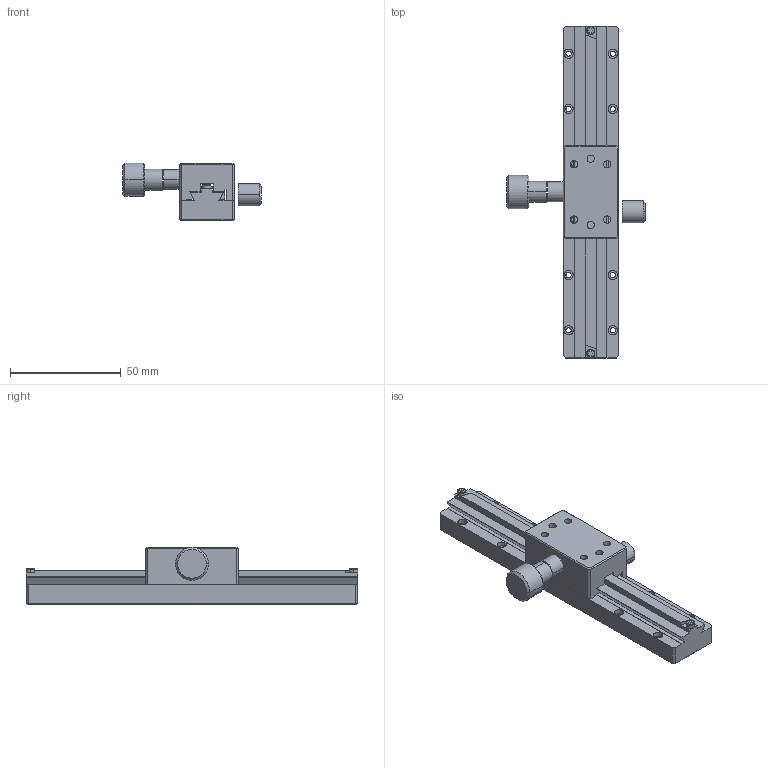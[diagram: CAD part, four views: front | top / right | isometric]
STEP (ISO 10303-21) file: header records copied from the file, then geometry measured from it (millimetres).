
FILE_DESCRIPTION (( 'STEP AP203' ), '1' );
FILE_NAME ('SPYC25-L150.STEP', '2020-07-13T06:34:09', ( 'User' ), ( 'Microsoft' ), 'SwSTEP 2.0', 'SolidWorks 2018', '' );
FILE_SCHEMA (( 'CONFIG_CONTROL_DESIGN' ));
Length unit declared in the file: millimetre
Products named in the file (2): SPYC25-L150
Bounding box: 62.7 x 150 x 26 mm (x, y, z)
Surface area: 20122.4 mm2 (no closed solid volume)
Topology: 0 solids, 4 shells, 238 faces, 915 edges, 670 vertices
Faces by surface type: plane 129, cylinder 64, bspline 35, cone 6, torus 4
Entity records: 15227 total; most frequent: CARTESIAN_POINT 7940, ORIENTED_EDGE 1404, DIRECTION 1237, EDGE_CURVE 915, VERTEX_POINT 670, LINE 555, VECTOR 555, AXIS2_PLACEMENT_3D 341
